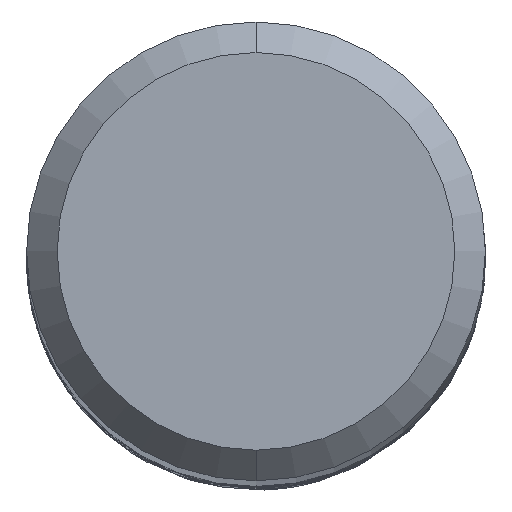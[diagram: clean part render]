
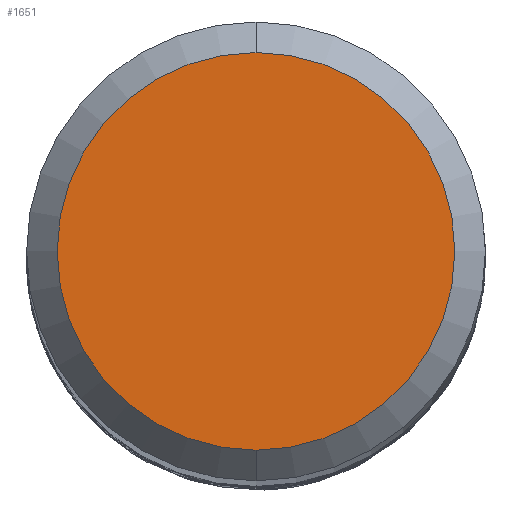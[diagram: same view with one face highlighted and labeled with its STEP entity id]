
A CAD part, top view. The second image highlights one B-rep face of the part: STEP entity #1651.
In plain terms, the highlighted planar face has unit normal (0, 0, 1).
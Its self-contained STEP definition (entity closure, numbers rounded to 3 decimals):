
#1155=EDGE_CURVE('',#1727,#1389,#2404,.T.);
#1261=EDGE_CURVE('',#1389,#1727,#2518,.T.);
#1389=VERTEX_POINT('',#2654);
#1651=ADVANCED_FACE('',(#2941),#2942,.T.);
#1727=VERTEX_POINT('',#3026);
#2404=CIRCLE('',#9579,2.6);
#2518=CIRCLE('',#10871,2.6);
#2654=CARTESIAN_POINT('',(0.,-2.6,0.0));
#2941=FACE_OUTER_BOUND('',#15439,.T.);
#2942=PLANE('',#15440);
#3026=CARTESIAN_POINT('',(0.0,2.6,0.0));
#9579=AXIS2_PLACEMENT_3D('',#17740,#17741,#17742);
#10871=AXIS2_PLACEMENT_3D('',#17840,#17841,#17842);
#15439=EDGE_LOOP('',(#18230,#18231));
#15440=AXIS2_PLACEMENT_3D('',#18232,#18233,#18234);
#17740=CARTESIAN_POINT('',(0.0,0.0,0.0));
#17741=DIRECTION('',(0.0,0.0,-1.0));
#17742=DIRECTION('',(0.0,1.0,0.0));
#17840=CARTESIAN_POINT('',(0.0,0.0,0.0));
#17841=DIRECTION('',(0.0,0.0,-1.0));
#17842=DIRECTION('',(0.0,1.0,0.0));
#18230=ORIENTED_EDGE('',*,*,#1155,.F.);
#18231=ORIENTED_EDGE('',*,*,#1261,.F.);
#18232=CARTESIAN_POINT('',(0.0,1.3,0.0));
#18233=DIRECTION('',(-0.0,0.0,1.0));
#18234=DIRECTION('',(0.0,-1.0,0.0));
